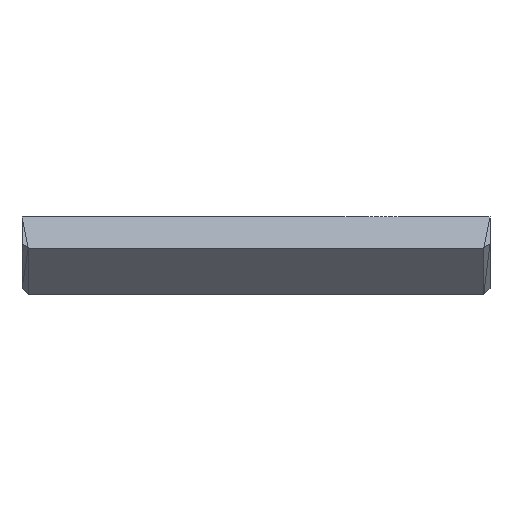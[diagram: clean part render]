
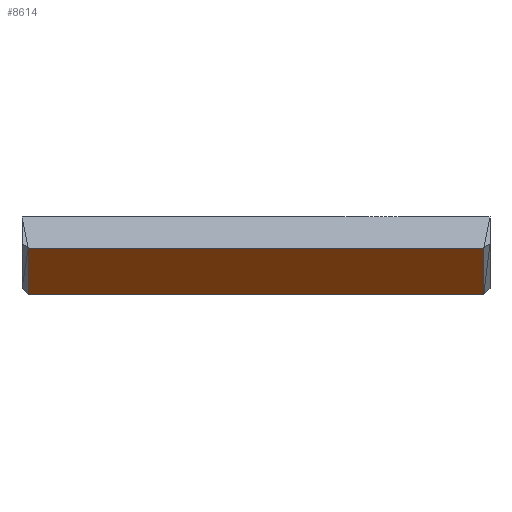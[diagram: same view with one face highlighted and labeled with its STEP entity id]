
A CAD part, left-side view. The second image highlights one B-rep face of the part: STEP entity #8614.
In plain terms, the highlighted planar face has unit normal (-0.707, 0, -0.707).
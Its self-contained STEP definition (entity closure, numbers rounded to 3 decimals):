
#1716 = VERTEX_POINT('',#1717);
#1717 = CARTESIAN_POINT('',(226.307,165.59,0.));
#1723 = EDGE_CURVE('',#1724,#1716,#1726,.T.);
#1724 = VERTEX_POINT('',#1725);
#1725 = CARTESIAN_POINT('',(226.307,194.79,0.));
#1726 = LINE('',#1727,#1728);
#1727 = CARTESIAN_POINT('',(226.307,194.79,0.));
#1728 = VECTOR('',#1729,1.);
#1729 = DIRECTION('',(0.,-1.,0.));
#6064 = VERTEX_POINT('',#6065);
#6065 = CARTESIAN_POINT('',(223.307,165.59,
    3.));
#6071 = EDGE_CURVE('',#6064,#1716,#6072,.T.);
#6072 = LINE('',#6073,#6074);
#6073 = CARTESIAN_POINT('',(223.307,165.59,
    3.));
#6074 = VECTOR('',#6075,1.);
#6075 = DIRECTION('',(0.707,0.,-0.707));
#8614 = ADVANCED_FACE('',(#8615),#8633,.T.);
#8615 = FACE_BOUND('',#8616,.T.);
#8616 = EDGE_LOOP('',(#8617,#8618,#8626,#8632));
#8617 = ORIENTED_EDGE('',*,*,#6071,.F.);
#8618 = ORIENTED_EDGE('',*,*,#8619,.T.);
#8619 = EDGE_CURVE('',#6064,#8620,#8622,.T.);
#8620 = VERTEX_POINT('',#8621);
#8621 = CARTESIAN_POINT('',(223.307,194.79,
    3.));
#8622 = LINE('',#8623,#8624);
#8623 = CARTESIAN_POINT('',(223.307,165.59,
    3.));
#8624 = VECTOR('',#8625,1.);
#8625 = DIRECTION('',(0.,1.,0.));
#8626 = ORIENTED_EDGE('',*,*,#8627,.T.);
#8627 = EDGE_CURVE('',#8620,#1724,#8628,.T.);
#8628 = LINE('',#8629,#8630);
#8629 = CARTESIAN_POINT('',(223.307,194.79,
    3.));
#8630 = VECTOR('',#8631,1.);
#8631 = DIRECTION('',(0.707,0.,-0.707));
#8632 = ORIENTED_EDGE('',*,*,#1723,.T.);
#8633 = PLANE('',#8634);
#8634 = AXIS2_PLACEMENT_3D('',#8635,#8636,#8637);
#8635 = CARTESIAN_POINT('',(224.807,180.19,
    1.5));
#8636 = DIRECTION('',(-0.707,-0.,-0.707));
#8637 = DIRECTION('',(0.707,0.,-0.707));
